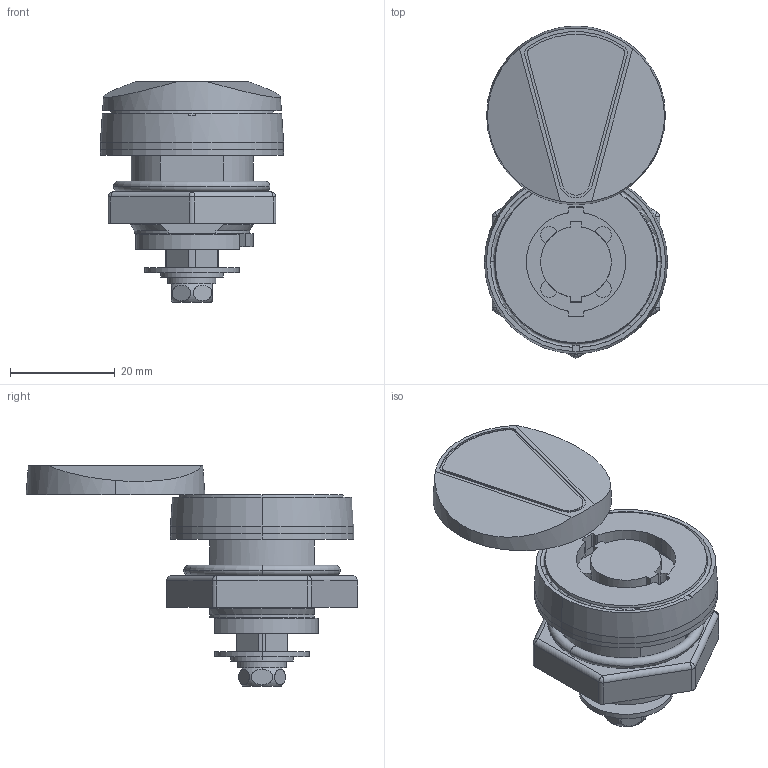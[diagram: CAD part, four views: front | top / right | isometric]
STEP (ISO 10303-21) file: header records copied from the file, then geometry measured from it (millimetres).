
FILE_DESCRIPTION (( 'STEP AP203' ), '1' );
FILE_NAME ('sone3D.STEP', '2013-12-10T03:52:45', ( '' ), ( '' ), 'SwSTEP 2.0', 'SolidWorks 2012', '' );
FILE_SCHEMA (( 'CONFIG_CONTROL_DESIGN' ));
Length unit declared in the file: millimetre
Products named in the file (12): sone3D; スプリングワッシャーM5_JIS B 1251 No.2 5; 廫帤寠晅偒榋妏儃儖僩M5_M5亊12; A-314-3平座金_; A-314-3スペーサー_; A-314-3ストッパー_; A-314-3儕儞僌儚僢僔儍乕_; A-314-3六角ナット_; A-314-3パッキン_; A-314-3カバー; A-314-3ローター_; A-314-3本体_
Assembly tree (11 placements, depth 2):
  sone3D
    A-314-3本体_
    A-314-3ローター_
    A-314-3カバー
    A-314-3パッキン_
    A-314-3六角ナット_
    A-314-3儕儞僌儚僢僔儍乕_
    A-314-3ストッパー_
    A-314-3スペーサー_
    A-314-3平座金_
    廫帤寠晅偒榋妏儃儖僩M5_M5亊12
    スプリングワッシャーM5_JIS B 1251 No.2 5
Bounding box: 35 x 63.4 x 42.1 mm (x, y, z)
Volume: 16863.7 mm3; surface area: 16137.8 mm2
Topology: 11 solids, 11 shells, 318 faces, 791 edges, 511 vertices
Faces by surface type: plane 141, cylinder 136, cone 25, torus 8, sphere 6, bspline 2
Entity records: 11257 total; most frequent: CARTESIAN_POINT 2176, DIRECTION 1759, ORIENTED_EDGE 1570, EDGE_CURVE 785, AXIS2_PLACEMENT_3D 694, VERTEX_POINT 509, VECTOR 371, LINE 371
